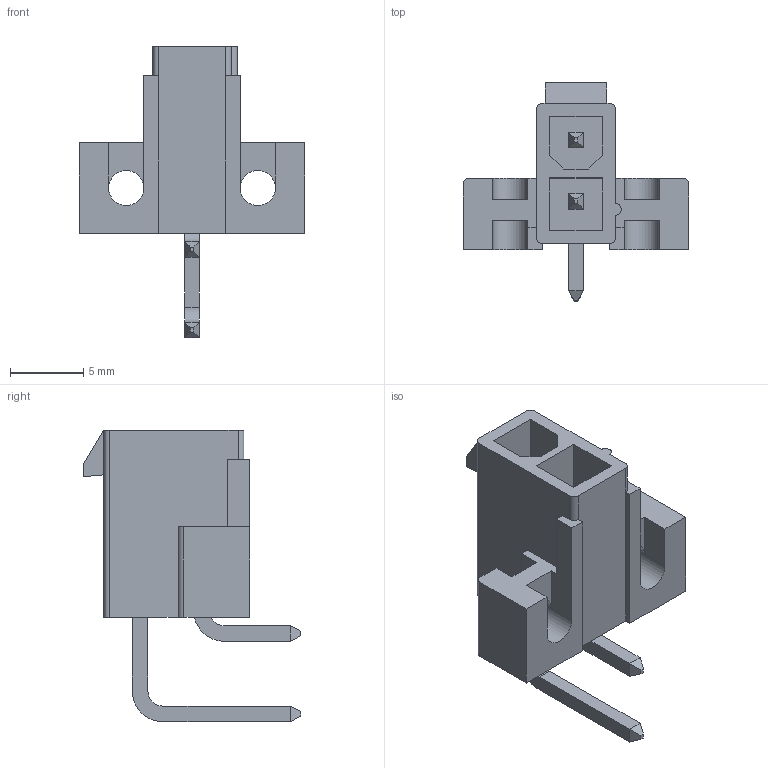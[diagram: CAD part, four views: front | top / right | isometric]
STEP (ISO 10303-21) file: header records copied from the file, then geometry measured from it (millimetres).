
FILE_DESCRIPTION((''),'2;1');
FILE_NAME('039291028','2019-12-25T',('gga'),(''),'PRO/ENGINEER BY PARAMETRIC TECHNOLOGY CORPORATION, 2016010','PRO/ENGINEER BY PARAMETRIC TECHNOLOGY CORPORATION, 2016010','');
FILE_SCHEMA(('CONFIG_CONTROL_DESIGN'));
Length unit declared in the file: millimetre
Products named in the file (1): 039291028
Bounding box: 15.4 x 14.9 x 19.93 mm (x, y, z)
Volume: 718 mm3; surface area: 1192.3 mm2
Topology: 1 solids, 1 shells, 103 faces, 279 edges, 182 vertices
Faces by surface type: plane 88, cylinder 15
Entity records: 3214 total; most frequent: CARTESIAN_POINT 553, ORIENTED_EDGE 538, DIRECTION 525, EDGE_CURVE 269, VECTOR 241, LINE 241, VERTEX_POINT 170, AXIS2_PLACEMENT_3D 142
